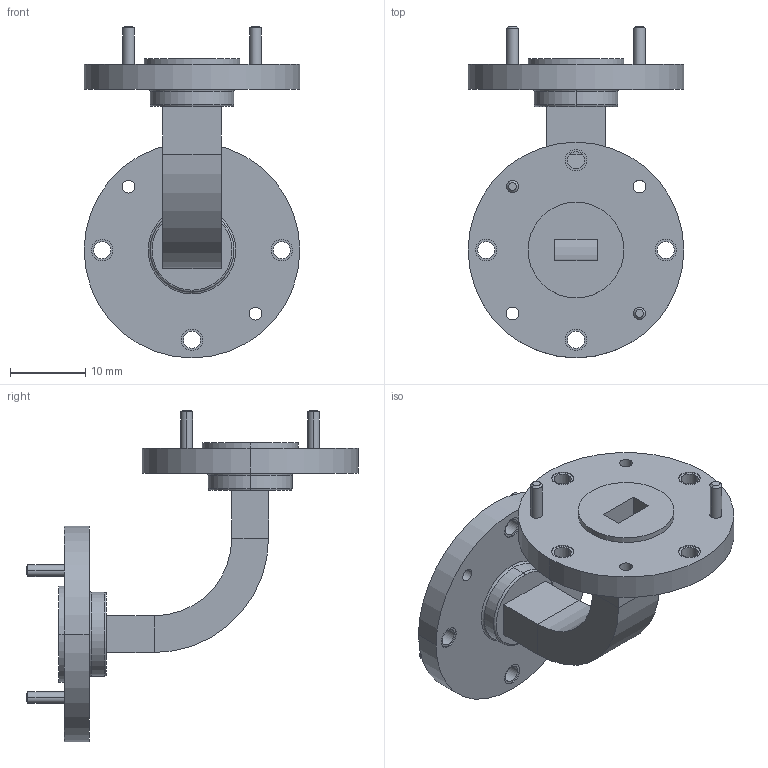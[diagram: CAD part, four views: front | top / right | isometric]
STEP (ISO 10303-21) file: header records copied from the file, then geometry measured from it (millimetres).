
FILE_DESCRIPTION (( 'STEP AP214' ), '1' );
FILE_NAME ('FMW22B101_3D.step', '2023-07-05T15:38:40', ( '' ), ( '' ), 'SwSTEP 2.0', 'SolidWorks 2022', '' );
FILE_SCHEMA (( 'AUTOMOTIVE_DESIGN' ));
Length unit declared in the file: inch
Products named in the file (1): FMW22B101_3D
Bounding box: 28.6 x 44.02 x 44.02 mm (x, y, z)
Volume: 5272.2 mm3; surface area: 5133.4 mm2
Topology: 1 solids, 1 shells, 144 faces, 316 edges, 200 vertices
Faces by surface type: cylinder 80, plane 48, cone 8, torus 8
Entity records: 4100 total; most frequent: DIRECTION 790, CARTESIAN_POINT 661, ORIENTED_EDGE 632, AXIS2_PLACEMENT_3D 329, EDGE_CURVE 316, VERTEX_POINT 200, EDGE_LOOP 196, CIRCLE 184
